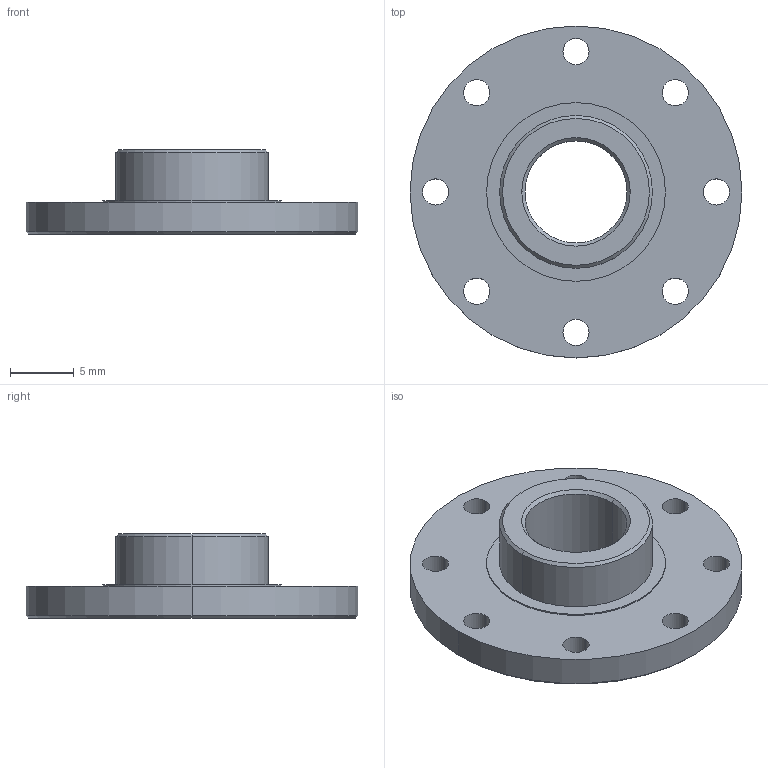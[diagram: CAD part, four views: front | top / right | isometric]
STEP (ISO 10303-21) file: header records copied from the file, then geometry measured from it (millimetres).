
FILE_DESCRIPTION (( 'STEP AP203' ), '1' );
FILE_NAME ('540_Idler.STEP', '2024-01-07T18:55:20', ( '' ), ( '' ), 'SwSTEP 2.0', 'SolidWorks 2022', '' );
FILE_SCHEMA (( 'CONFIG_CONTROL_DESIGN' ));
Length unit declared in the file: millimetre
Products named in the file (1): 540_Idler
Bounding box: 26 x 26 x 6.6 mm (x, y, z)
Volume: 1387.1 mm3; surface area: 1531.4 mm2
Topology: 1 solids, 1 shells, 52 faces, 120 edges, 72 vertices
Faces by surface type: cone 24, cylinder 24, plane 4
Entity records: 1597 total; most frequent: DIRECTION 298, CARTESIAN_POINT 245, ORIENTED_EDGE 240, AXIS2_PLACEMENT_3D 125, EDGE_CURVE 120, CIRCLE 72, EDGE_LOOP 72, VERTEX_POINT 72
